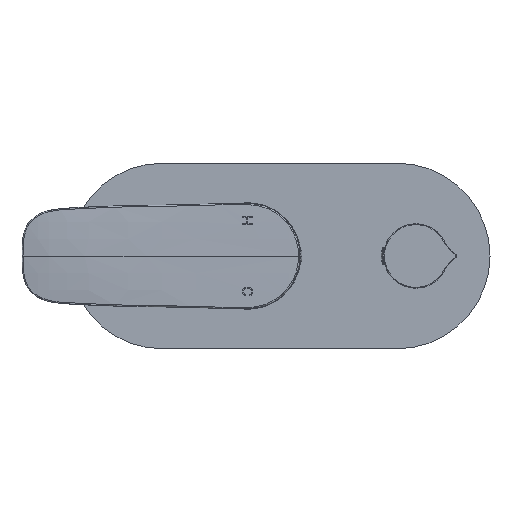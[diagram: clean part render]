
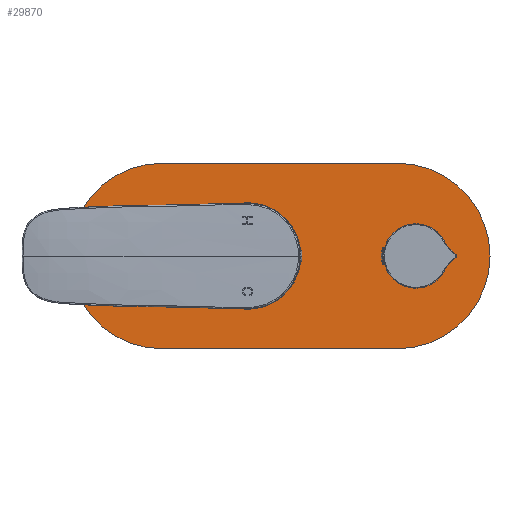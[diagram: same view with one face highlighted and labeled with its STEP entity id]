
A CAD part, front view. The second image highlights one B-rep face of the part: STEP entity #29870.
In plain terms, the highlighted face is planar.
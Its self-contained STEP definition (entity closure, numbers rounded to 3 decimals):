
#29252=CARTESIAN_POINT('',(0.,3.,-60.5));
#29253=DIRECTION('',(0.,-1.,0.));
#29254=DIRECTION('',(-1.,0.,0.));
#29255=AXIS2_PLACEMENT_3D('',#29252,#29253,#29254);
#29257=CARTESIAN_POINT('',(0.,3.,-60.5));
#29258=DIRECTION('',(0.,-1.,0.));
#29259=DIRECTION('',(0.,0.,-1.));
#29260=AXIS2_PLACEMENT_3D('',#29257,#29258,#29259);
#29262=DIRECTION('',(0.,0.,1.));
#29263=VECTOR('',#29262,95.);
#29264=CARTESIAN_POINT('',(37.5,3.,-60.5));
#29265=LINE('',#29264,#29263);
#29266=CARTESIAN_POINT('',(0.,3.,34.5));
#29267=DIRECTION('',(0.,-1.,0.));
#29268=DIRECTION('',(1.,0.,0.));
#29269=AXIS2_PLACEMENT_3D('',#29266,#29267,#29268);
#29271=DIRECTION('',(0.,0.,-1.));
#29272=VECTOR('',#29271,95.);
#29273=CARTESIAN_POINT('',(-37.5,3.,34.5));
#29274=LINE('',#29273,#29272);
#29275=CARTESIAN_POINT('',(0.,3.,0.));
#29276=DIRECTION('',(0.,1.,0.));
#29277=DIRECTION('',(-1.,0.,0.));
#29278=AXIS2_PLACEMENT_3D('',#29275,#29276,#29277);
#29280=CARTESIAN_POINT('',(0.,3.,0.));
#29281=DIRECTION('',(0.,1.,0.));
#29282=DIRECTION('',(-1.,0.,0.021));
#29283=AXIS2_PLACEMENT_3D('',#29280,#29281,#29282);
#29285=CARTESIAN_POINT('',(0.,3.,0.));
#29286=DIRECTION('',(0.,1.,0.));
#29287=DIRECTION('',(1.,0.,0.));
#29288=AXIS2_PLACEMENT_3D('',#29285,#29286,#29287);
#29290=CARTESIAN_POINT('',(0.,3.,0.));
#29291=DIRECTION('',(0.,1.,0.));
#29292=DIRECTION('',(1.,0.,-0.021));
#29293=AXIS2_PLACEMENT_3D('',#29290,#29291,#29292);
#29295=CARTESIAN_POINT('',(0.,3.,-68.));
#29296=DIRECTION('',(0.,1.,0.));
#29297=DIRECTION('',(1.,0.,0.));
#29298=AXIS2_PLACEMENT_3D('',#29295,#29296,#29297);
#29300=CARTESIAN_POINT('',(0.,3.,-68.));
#29301=DIRECTION('',(0.,1.,0.));
#29302=DIRECTION('',(0.999,0.,-0.043));
#29303=AXIS2_PLACEMENT_3D('',#29300,#29301,#29302);
#29305=CARTESIAN_POINT('',(0.,3.,-68.));
#29306=DIRECTION('',(0.,1.,0.));
#29307=DIRECTION('',(-1.,0.,0.));
#29308=AXIS2_PLACEMENT_3D('',#29305,#29306,#29307);
#29310=CARTESIAN_POINT('',(0.,3.,-68.));
#29311=DIRECTION('',(0.,1.,0.));
#29312=DIRECTION('',(-0.999,0.,0.043));
#29313=AXIS2_PLACEMENT_3D('',#29310,#29311,#29312);
#29695=CARTESIAN_POINT('',(-21.545,3.,0.446));
#29696=CARTESIAN_POINT('',(21.55,3.,0.));
#29697=VERTEX_POINT('',#29695);
#29698=VERTEX_POINT('',#29696);
#29699=CARTESIAN_POINT('',(-21.55,3.,0.));
#29700=VERTEX_POINT('',#29699);
#29701=CARTESIAN_POINT('',(-37.5,3.,-60.5));
#29702=CARTESIAN_POINT('',(0.,3.,-98.));
#29703=VERTEX_POINT('',#29701);
#29704=VERTEX_POINT('',#29702);
#29705=CARTESIAN_POINT('',(37.5,3.,-60.5));
#29706=VERTEX_POINT('',#29705);
#29707=CARTESIAN_POINT('',(37.5,3.,34.5));
#29708=VERTEX_POINT('',#29707);
#29709=CARTESIAN_POINT('',(-37.5,3.,34.5));
#29710=VERTEX_POINT('',#29709);
#29711=CARTESIAN_POINT('',(21.545,3.,-0.446));
#29712=VERTEX_POINT('',#29711);
#29713=CARTESIAN_POINT('',(10.54,3.,-68.453));
#29714=CARTESIAN_POINT('',(-10.55,3.,-68.));
#29715=VERTEX_POINT('',#29713);
#29716=VERTEX_POINT('',#29714);
#29717=CARTESIAN_POINT('',(10.55,3.,-68.));
#29718=VERTEX_POINT('',#29717);
#29719=CARTESIAN_POINT('',(-10.54,3.,-67.547));
#29720=VERTEX_POINT('',#29719);
#29835=CARTESIAN_POINT('',(0.,3.,0.));
#29836=DIRECTION('',(0.,1.,0.));
#29837=DIRECTION('',(1.,0.,0.));
#29838=AXIS2_PLACEMENT_3D('',#29835,#29836,#29837);
#29839=PLANE('',#29838);
#29840=ORIENTED_EDGE('',*,*,#29824,.T.);
#29841=ORIENTED_EDGE('',*,*,#29822,.T.);
#29843=ORIENTED_EDGE('',*,*,#29842,.T.);
#29845=ORIENTED_EDGE('',*,*,#29844,.T.);
#29847=ORIENTED_EDGE('',*,*,#29846,.T.);
#29848=EDGE_LOOP('',(#29840,#29841,#29843,#29845,#29847));
#29849=FACE_OUTER_BOUND('',#29848,.F.);
#29851=ORIENTED_EDGE('',*,*,#29850,.T.);
#29853=ORIENTED_EDGE('',*,*,#29852,.T.);
#29855=ORIENTED_EDGE('',*,*,#29854,.T.);
#29857=ORIENTED_EDGE('',*,*,#29856,.T.);
#29858=EDGE_LOOP('',(#29851,#29853,#29855,#29857));
#29859=FACE_BOUND('',#29858,.F.);
#29861=ORIENTED_EDGE('',*,*,#29860,.T.);
#29863=ORIENTED_EDGE('',*,*,#29862,.T.);
#29865=ORIENTED_EDGE('',*,*,#29864,.T.);
#29867=ORIENTED_EDGE('',*,*,#29866,.T.);
#29868=EDGE_LOOP('',(#29861,#29863,#29865,#29867));
#29869=FACE_BOUND('',#29868,.F.);
#29256=CIRCLE('',#29255,37.5);
#29261=CIRCLE('',#29260,37.5);
#29270=CIRCLE('',#29269,37.5);
#29279=CIRCLE('',#29278,21.55);
#29284=CIRCLE('',#29283,21.55);
#29289=CIRCLE('',#29288,21.55);
#29294=CIRCLE('',#29293,21.55);
#29299=CIRCLE('',#29298,10.55);
#29304=CIRCLE('',#29303,10.55);
#29309=CIRCLE('',#29308,10.55);
#29314=CIRCLE('',#29313,10.55);
#29822=EDGE_CURVE('',#29704,#29706,#29261,.T.);
#29824=EDGE_CURVE('',#29703,#29704,#29256,.T.);
#29842=EDGE_CURVE('',#29706,#29708,#29265,.T.);
#29844=EDGE_CURVE('',#29708,#29710,#29270,.T.);
#29846=EDGE_CURVE('',#29710,#29703,#29274,.T.);
#29850=EDGE_CURVE('',#29700,#29697,#29279,.T.);
#29852=EDGE_CURVE('',#29697,#29698,#29284,.T.);
#29854=EDGE_CURVE('',#29698,#29712,#29289,.T.);
#29856=EDGE_CURVE('',#29712,#29700,#29294,.T.);
#29860=EDGE_CURVE('',#29718,#29715,#29299,.T.);
#29862=EDGE_CURVE('',#29715,#29716,#29304,.T.);
#29864=EDGE_CURVE('',#29716,#29720,#29309,.T.);
#29866=EDGE_CURVE('',#29720,#29718,#29314,.T.);
#29870=ADVANCED_FACE('',(#29849,#29859,#29869),#29839,.T.);
